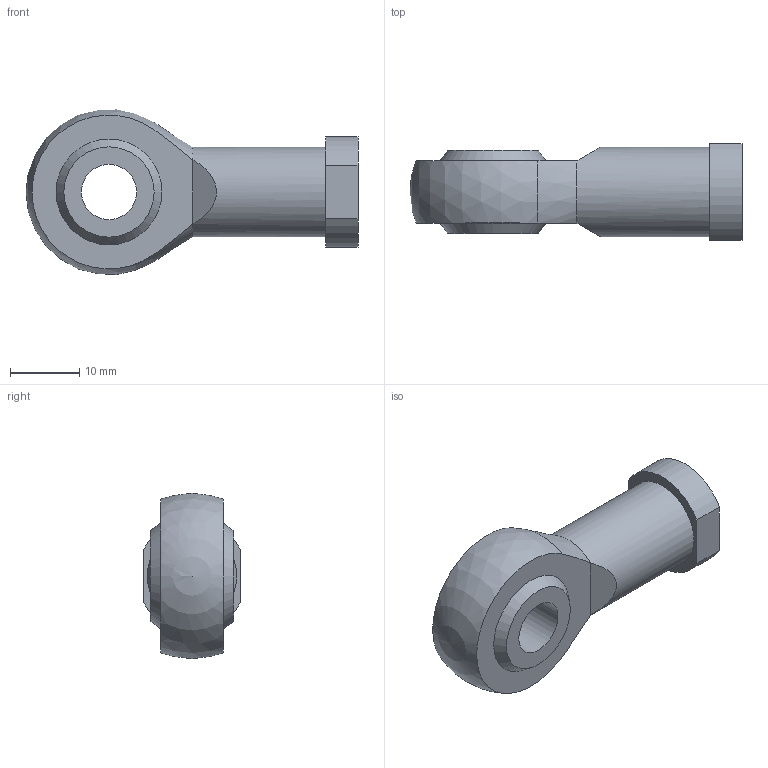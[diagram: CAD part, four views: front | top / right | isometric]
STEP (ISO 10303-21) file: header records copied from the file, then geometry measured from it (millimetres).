
FILE_DESCRIPTION(/* description */ ('Unknown'),/* implementation_level */ '2;1');
FILE_NAME(/* name */ '1200.20.32FX',/* time_stamp */ '2019-10-17T10:02:14-04:00',/* author */ ('Unknown'),/* organization */ ('Unknown'),/* preprocessor_version */ 'ST-DEVELOPER v16.7',/* originating_system */ 'DEX',/* authorisation */ $);
FILE_SCHEMA (('AUTOMOTIVE_DESIGN {1 0 10303 214 3 1 1}'));
Length unit declared in the file: millimetre
Products named in the file (1): 1200.20.32FX
Bounding box: 48 x 14 x 23.89 mm (x, y, z)
Volume: 6559.7 mm3; surface area: 3360.1 mm2
Topology: 1 solids, 1 shells, 22 faces, 49 edges, 31 vertices
Faces by surface type: plane 10, cylinder 5, cone 4, sphere 3
Full cylindrical faces by diameter (mm): 6.647 x1, 8 x1, 12.928 x1
Entity records: 572 total; most frequent: DIRECTION 100, CARTESIAN_POINT 98, ORIENTED_EDGE 72, AXIS2_PLACEMENT_3D 45, EDGE_CURVE 36, FACE_BOUND 35, EDGE_LOOP 34, VERTEX_POINT 27
